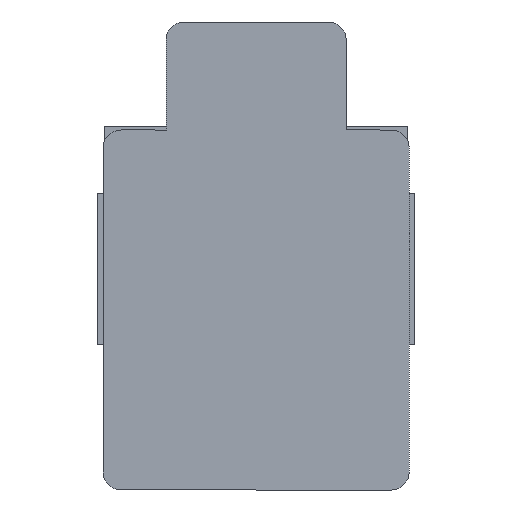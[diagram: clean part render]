
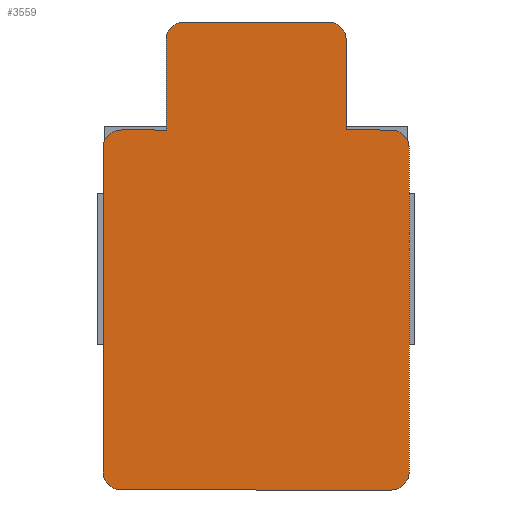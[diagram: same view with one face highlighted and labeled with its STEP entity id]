
A CAD part, front view. The second image highlights one B-rep face of the part: STEP entity #3559.
In plain terms, the highlighted face is planar.
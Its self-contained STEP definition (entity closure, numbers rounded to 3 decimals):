
#88=CIRCLE('',#3815,0.5);
#89=CIRCLE('',#3816,0.5);
#90=CIRCLE('',#3817,0.5);
#91=CIRCLE('',#3818,0.5);
#92=CIRCLE('',#3819,0.5);
#93=CIRCLE('',#3820,0.5);
#972=ORIENTED_EDGE('',*,*,#1549,.F.);
#973=ORIENTED_EDGE('',*,*,#1556,.T.);
#974=ORIENTED_EDGE('',*,*,#1546,.F.);
#975=ORIENTED_EDGE('',*,*,#1544,.F.);
#976=ORIENTED_EDGE('',*,*,#1557,.T.);
#977=ORIENTED_EDGE('',*,*,#1540,.F.);
#978=ORIENTED_EDGE('',*,*,#1558,.T.);
#979=ORIENTED_EDGE('',*,*,#1538,.F.);
#980=ORIENTED_EDGE('',*,*,#1559,.T.);
#981=ORIENTED_EDGE('',*,*,#1535,.F.);
#982=ORIENTED_EDGE('',*,*,#1560,.T.);
#983=ORIENTED_EDGE('',*,*,#1554,.F.);
#984=ORIENTED_EDGE('',*,*,#1552,.F.);
#985=ORIENTED_EDGE('',*,*,#1561,.T.);
#1535=EDGE_CURVE('',#1890,#1891,#2329,.T.);
#1538=EDGE_CURVE('',#1892,#1893,#2332,.T.);
#1540=EDGE_CURVE('',#1894,#1895,#2334,.T.);
#1544=EDGE_CURVE('',#1896,#1897,#2338,.T.);
#1546=EDGE_CURVE('',#1897,#1898,#2340,.T.);
#1549=EDGE_CURVE('',#1899,#1900,#2343,.T.);
#1552=EDGE_CURVE('',#1901,#1902,#2346,.T.);
#1554=EDGE_CURVE('',#1902,#1903,#2348,.T.);
#1556=EDGE_CURVE('',#1899,#1898,#88,.F.);
#1557=EDGE_CURVE('',#1896,#1895,#89,.F.);
#1558=EDGE_CURVE('',#1894,#1893,#90,.F.);
#1559=EDGE_CURVE('',#1892,#1891,#91,.F.);
#1560=EDGE_CURVE('',#1890,#1903,#92,.F.);
#1561=EDGE_CURVE('',#1901,#1900,#93,.F.);
#1890=VERTEX_POINT('',#5657);
#1891=VERTEX_POINT('',#5659);
#1892=VERTEX_POINT('',#5663);
#1893=VERTEX_POINT('',#5665);
#1894=VERTEX_POINT('',#5669);
#1895=VERTEX_POINT('',#5670);
#1896=VERTEX_POINT('',#5675);
#1897=VERTEX_POINT('',#5677);
#1898=VERTEX_POINT('',#5681);
#1899=VERTEX_POINT('',#5685);
#1900=VERTEX_POINT('',#5687);
#1901=VERTEX_POINT('',#5691);
#1902=VERTEX_POINT('',#5693);
#1903=VERTEX_POINT('',#5697);
#2329=LINE('',#5658,#2789);
#2332=LINE('',#5664,#2792);
#2334=LINE('',#5668,#2794);
#2338=LINE('',#5676,#2798);
#2340=LINE('',#5680,#2800);
#2343=LINE('',#5686,#2803);
#2346=LINE('',#5692,#2806);
#2348=LINE('',#5696,#2808);
#2789=VECTOR('',#4631,1000.);
#2792=VECTOR('',#4636,1000.);
#2794=VECTOR('',#4640,1000.);
#2798=VECTOR('',#4646,1000.);
#2800=VECTOR('',#4650,1000.);
#2803=VECTOR('',#4655,1000.);
#2806=VECTOR('',#4660,1000.);
#2808=VECTOR('',#4664,1000.);
#3011=EDGE_LOOP('',(#972,#973,#974,#975,#976,#977,#978,#979,#980,#981,#982,
#983,#984,#985));
#3211=FACE_BOUND('',#3011,.T.);
#3383=PLANE('',#3814);
#3559=ADVANCED_FACE('',(#3211),#3383,.F.);
#3814=AXIS2_PLACEMENT_3D('',#5699,#4666,#4667);
#3815=AXIS2_PLACEMENT_3D('',#5700,#4668,#4669);
#3816=AXIS2_PLACEMENT_3D('',#5701,#4670,#4671);
#3817=AXIS2_PLACEMENT_3D('',#5702,#4672,#4673);
#3818=AXIS2_PLACEMENT_3D('',#5703,#4674,#4675);
#3819=AXIS2_PLACEMENT_3D('',#5704,#4676,#4677);
#3820=AXIS2_PLACEMENT_3D('',#5705,#4678,#4679);
#4631=DIRECTION('',(0.,-1.,0.));
#4636=DIRECTION('',(-1.,0.,0.));
#4640=DIRECTION('',(0.,1.,0.));
#4646=DIRECTION('',(1.,0.,0.));
#4650=DIRECTION('',(0.,1.,0.));
#4655=DIRECTION('',(1.,0.,0.));
#4660=DIRECTION('',(0.,-1.,0.));
#4664=DIRECTION('',(1.,0.,0.));
#4666=DIRECTION('',(0.,0.,-1.));
#4667=DIRECTION('',(-1.,0.,0.));
#4668=DIRECTION('',(0.,0.,-1.));
#4669=DIRECTION('',(-1.,0.,0.));
#4670=DIRECTION('',(0.,0.,-1.));
#4671=DIRECTION('',(-1.,0.,0.));
#4672=DIRECTION('',(0.,0.,-1.));
#4673=DIRECTION('',(-1.,0.,0.));
#4674=DIRECTION('',(0.,0.,-1.));
#4675=DIRECTION('',(-1.,0.,0.));
#4676=DIRECTION('',(0.,0.,-1.));
#4677=DIRECTION('',(-1.,0.,0.));
#4678=DIRECTION('',(0.,0.,-1.));
#4679=DIRECTION('',(-1.,0.,0.));
#5657=CARTESIAN_POINT('',(4.25,4.5,1.1));
#5658=CARTESIAN_POINT('',(4.25,5.,1.1));
#5659=CARTESIAN_POINT('',(4.25,-4.5,1.1));
#5663=CARTESIAN_POINT('',(3.75,-5.,1.1));
#5664=CARTESIAN_POINT('',(4.25,-5.,1.1));
#5665=CARTESIAN_POINT('',(-3.75,-5.,1.1));
#5668=CARTESIAN_POINT('',(-4.25,-5.,1.1));
#5669=CARTESIAN_POINT('',(-4.25,-4.5,1.1));
#5670=CARTESIAN_POINT('',(-4.25,4.5,1.1));
#5675=CARTESIAN_POINT('',(-3.75,5.,1.1));
#5676=CARTESIAN_POINT('',(-4.25,5.,1.1));
#5677=CARTESIAN_POINT('',(-2.5,5.,1.1));
#5680=CARTESIAN_POINT('',(-2.5,8.,1.1));
#5681=CARTESIAN_POINT('',(-2.5,7.5,1.1));
#5685=CARTESIAN_POINT('',(-2.,8.,1.1));
#5686=CARTESIAN_POINT('',(2.5,8.,1.1));
#5687=CARTESIAN_POINT('',(2.,8.,1.1));
#5691=CARTESIAN_POINT('',(2.5,7.5,1.1));
#5692=CARTESIAN_POINT('',(2.5,5.,1.1));
#5693=CARTESIAN_POINT('',(2.5,5.,1.1));
#5696=CARTESIAN_POINT('',(2.5,5.,1.1));
#5697=CARTESIAN_POINT('',(3.75,5.,1.1));
#5699=CARTESIAN_POINT('',(0.,0.,1.1));
#5700=CARTESIAN_POINT('',(-2.,7.5,1.1));
#5701=CARTESIAN_POINT('',(-3.75,4.5,1.1));
#5702=CARTESIAN_POINT('',(-3.75,-4.5,1.1));
#5703=CARTESIAN_POINT('',(3.75,-4.5,1.1));
#5704=CARTESIAN_POINT('',(3.75,4.5,1.1));
#5705=CARTESIAN_POINT('',(2.,7.5,1.1));
